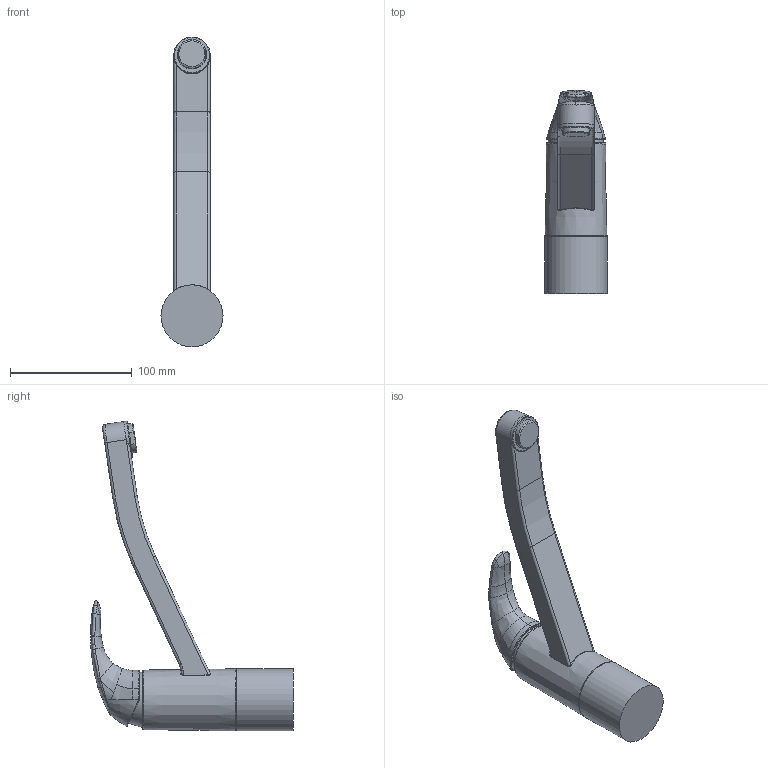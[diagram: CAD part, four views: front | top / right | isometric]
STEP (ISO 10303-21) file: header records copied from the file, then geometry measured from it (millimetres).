
FILE_DESCRIPTION (( 'STEP AP203' ), '1' );
FILE_NAME ('1420F(2016)+46082273+460822730037.STEP', '2017-03-09T05:42:54', ( '' ), ( '' ), 'SwSTEP 2.0', 'SolidWorks 2016', '' );
FILE_SCHEMA (( 'CONFIG_CONTROL_DESIGN' ));
Length unit declared in the file: millimetre
Products named in the file (1): 1420F(2016)+46082273+460822730037
Bounding box: 51 x 166.9 x 254.74 mm (x, y, z)
Volume: 433258.9 mm3; surface area: 51394.1 mm2
Topology: 1 solids, 1 shells, 147 faces, 379 edges, 239 vertices
Faces by surface type: bspline 95, cylinder 21, plane 18, torus 9, cone 4
Full cylindrical faces by diameter (mm): 24 x1, 49.864 x1, 51 x1
Entity records: 10107 total; most frequent: CARTESIAN_POINT 7319, ORIENTED_EDGE 728, EDGE_CURVE 364, DIRECTION 273, B_SPLINE_CURVE_WITH_KNOTS 250, VERTEX_POINT 234, EDGE_LOOP 162, FACE_OUTER_BOUND 153
